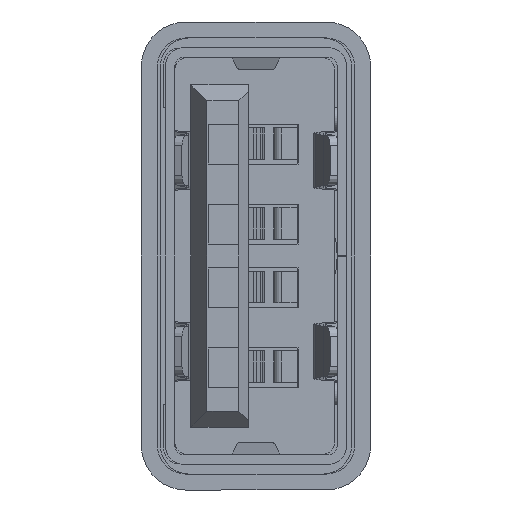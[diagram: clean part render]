
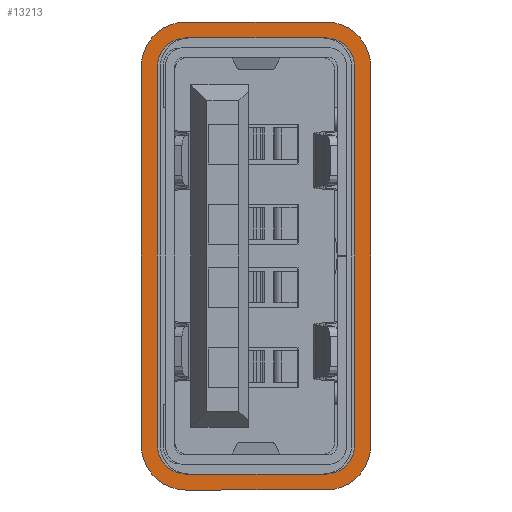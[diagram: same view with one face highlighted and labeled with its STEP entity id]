
A CAD part, left-side view. The second image highlights one B-rep face of the part: STEP entity #13213.
In plain terms, the highlighted face is planar.
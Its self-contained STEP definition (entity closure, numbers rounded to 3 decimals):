
#12 = DIRECTION ( 'NONE',  ( 1., 0., 0. ) ) ;
#56 = VERTEX_POINT ( 'NONE', #20608 ) ;
#150 = LINE ( 'NONE', #13521, #28030 ) ;
#209 = CARTESIAN_POINT ( 'NONE',  ( 5.95, 2.2, 0. ) ) ;
#649 = CARTESIAN_POINT ( 'NONE',  ( -5.95, -3.1, 0. ) ) ;
#668 = VERTEX_POINT ( 'NONE', #23437 ) ;
#977 = CARTESIAN_POINT ( 'NONE',  ( 6.85, 2.2, 0. ) ) ;
#1145 = CARTESIAN_POINT ( 'NONE',  ( -5.95, 2.2, 0. ) ) ;
#1160 = LINE ( 'NONE', #23047, #9152 ) ;
#1181 = ORIENTED_EDGE ( 'NONE', *, *, #22836, .T. ) ;
#1238 = DIRECTION ( 'NONE',  ( 0., 0., 1. ) ) ;
#1584 = EDGE_CURVE ( 'NONE', #31976, #13079, #33102, .T. ) ;
#1691 = VERTEX_POINT ( 'NONE', #977 ) ;
#1692 = VERTEX_POINT ( 'NONE', #23497 ) ;
#1906 = ORIENTED_EDGE ( 'NONE', *, *, #30994, .F. ) ;
#2071 = EDGE_LOOP ( 'NONE', ( #20368, #31713, #8924, #1906, #14411, #5599, #10944, #37288 ) ) ;
#2831 = AXIS2_PLACEMENT_3D ( 'NONE', #209, #9955, #31853 ) ;
#2903 = DIRECTION ( 'NONE',  ( -1., 0., 0. ) ) ;
#3400 = EDGE_CURVE ( 'NONE', #3500, #56, #3888, .T. ) ;
#3471 = PLANE ( 'NONE',  #8657 ) ;
#3500 = VERTEX_POINT ( 'NONE', #26536 ) ;
#3888 = CIRCLE ( 'NONE', #28121, 0.9 ) ;
#4209 = CIRCLE ( 'NONE', #2831, 0.9 ) ;
#4528 = DIRECTION ( 'NONE',  ( 0., 1., 0. ) ) ;
#4772 = CARTESIAN_POINT ( 'NONE',  ( 5.95, -3.1, 0. ) ) ;
#5038 = DIRECTION ( 'NONE',  ( 1., 0., 0. ) ) ;
#5113 = CARTESIAN_POINT ( 'NONE',  ( 5.95, -2.2, 0. ) ) ;
#5534 = EDGE_CURVE ( 'NONE', #15119, #6216, #27491, .T. ) ;
#5599 = ORIENTED_EDGE ( 'NONE', *, *, #24105, .F. ) ;
#5654 = DIRECTION ( 'NONE',  ( 0., -1., 0. ) ) ;
#5730 = CARTESIAN_POINT ( 'NONE',  ( 7.35, 2.2, 0. ) ) ;
#5855 = VERTEX_POINT ( 'NONE', #26259 ) ;
#6216 = VERTEX_POINT ( 'NONE', #8852 ) ;
#6303 = VERTEX_POINT ( 'NONE', #10095 ) ;
#6337 = DIRECTION ( 'NONE',  ( 1., 0., 0. ) ) ;
#6992 = DIRECTION ( 'NONE',  ( 1., 0., 0. ) ) ;
#7083 = ORIENTED_EDGE ( 'NONE', *, *, #28724, .T. ) ;
#7908 = DIRECTION ( 'NONE',  ( 0., 0., 1. ) ) ;
#8249 = CARTESIAN_POINT ( 'NONE',  ( -5.95, 3.6, 0. ) ) ;
#8657 = AXIS2_PLACEMENT_3D ( 'NONE', #11954, #21128, #2903 ) ;
#8785 = EDGE_LOOP ( 'NONE', ( #22647, #31385, #15441, #26486, #24382, #7083, #1181, #27332 ) ) ;
#8838 = CARTESIAN_POINT ( 'NONE',  ( 5.95, 3.1, 0. ) ) ;
#8852 = CARTESIAN_POINT ( 'NONE',  ( -5.95, -3.6, 0. ) ) ;
#8924 = ORIENTED_EDGE ( 'NONE', *, *, #31746, .F. ) ;
#9152 = VECTOR ( 'NONE', #12111, 1000. ) ;
#9955 = DIRECTION ( 'NONE',  ( 0., 0., 1. ) ) ;
#10020 = CARTESIAN_POINT ( 'NONE',  ( -5.95, -2.2, 0. ) ) ;
#10095 = CARTESIAN_POINT ( 'NONE',  ( -7.35, 2.2, 0. ) ) ;
#10853 = CIRCLE ( 'NONE', #26714, 1.4 ) ;
#10944 = ORIENTED_EDGE ( 'NONE', *, *, #21748, .F. ) ;
#11739 = CARTESIAN_POINT ( 'NONE',  ( -7.35, 2.2, 0. ) ) ;
#11954 = CARTESIAN_POINT ( 'NONE',  ( 5.95, 2.2, 0. ) ) ;
#12111 = DIRECTION ( 'NONE',  ( -1., 0., 0. ) ) ;
#12178 = DIRECTION ( 'NONE',  ( 0., 0., 1. ) ) ;
#12397 = CIRCLE ( 'NONE', #25870, 1.4 ) ;
#13050 = AXIS2_PLACEMENT_3D ( 'NONE', #1145, #20653, #35195 ) ;
#13079 = VERTEX_POINT ( 'NONE', #27772 ) ;
#13213 = ADVANCED_FACE ( 'NONE', ( #36251, #33862 ), #3471, .F. ) ;
#13521 = CARTESIAN_POINT ( 'NONE',  ( -6.85, 2.2, 0. ) ) ;
#13952 = AXIS2_PLACEMENT_3D ( 'NONE', #18253, #1238, #12 ) ;
#14171 = DIRECTION ( 'NONE',  ( 0., 1., 0. ) ) ;
#14411 = ORIENTED_EDGE ( 'NONE', *, *, #25404, .F. ) ;
#14740 = VERTEX_POINT ( 'NONE', #8249 ) ;
#15119 = VERTEX_POINT ( 'NONE', #25676 ) ;
#15365 = CARTESIAN_POINT ( 'NONE',  ( -5.95, -3.6, 0. ) ) ;
#15441 = ORIENTED_EDGE ( 'NONE', *, *, #36899, .T. ) ;
#16087 = CARTESIAN_POINT ( 'NONE',  ( -5.95, 3.6, 0. ) ) ;
#16230 = VECTOR ( 'NONE', #5038, 1000. ) ;
#16901 = DIRECTION ( 'NONE',  ( -1., 0., 0. ) ) ;
#17061 = EDGE_CURVE ( 'NONE', #1692, #3500, #150, .T. ) ;
#17793 = VERTEX_POINT ( 'NONE', #4772 ) ;
#18253 = CARTESIAN_POINT ( 'NONE',  ( -5.95, -2.2, 0. ) ) ;
#18272 = DIRECTION ( 'NONE',  ( 1., 0., 0. ) ) ;
#18459 = CARTESIAN_POINT ( 'NONE',  ( 6.85, 2.2, 0. ) ) ;
#18550 = DIRECTION ( 'NONE',  ( 0., 0., 1. ) ) ;
#19461 = CARTESIAN_POINT ( 'NONE',  ( 5.95, 3.6, 0. ) ) ;
#19674 = AXIS2_PLACEMENT_3D ( 'NONE', #25447, #23635, #16901 ) ;
#19849 = CIRCLE ( 'NONE', #13050, 0.9 ) ;
#20368 = ORIENTED_EDGE ( 'NONE', *, *, #17061, .F. ) ;
#20608 = CARTESIAN_POINT ( 'NONE',  ( -5.95, -3.1, 0. ) ) ;
#20653 = DIRECTION ( 'NONE',  ( 0., 0., 1. ) ) ;
#21128 = DIRECTION ( 'NONE',  ( 0., 0., -1. ) ) ;
#21513 = LINE ( 'NONE', #18459, #22529 ) ;
#21551 = CARTESIAN_POINT ( 'NONE',  ( 5.95, -3.6, 0. ) ) ;
#21748 = EDGE_CURVE ( 'NONE', #56, #17793, #26820, .T. ) ;
#22368 = AXIS2_PLACEMENT_3D ( 'NONE', #24958, #7908, #29211 ) ;
#22529 = VECTOR ( 'NONE', #14171, 1000. ) ;
#22647 = ORIENTED_EDGE ( 'NONE', *, *, #29276, .T. ) ;
#22836 = EDGE_CURVE ( 'NONE', #27885, #31976, #12397, .T. ) ;
#23047 = CARTESIAN_POINT ( 'NONE',  ( -5.95, 3.1, 0. ) ) ;
#23437 = CARTESIAN_POINT ( 'NONE',  ( -5.95, 3.1, 0. ) ) ;
#23497 = CARTESIAN_POINT ( 'NONE',  ( -6.85, 2.2, 0. ) ) ;
#23635 = DIRECTION ( 'NONE',  ( 0., 0., 1. ) ) ;
#24024 = EDGE_CURVE ( 'NONE', #668, #1692, #19849, .T. ) ;
#24105 = EDGE_CURVE ( 'NONE', #17793, #5855, #35146, .T. ) ;
#24130 = VERTEX_POINT ( 'NONE', #19461 ) ;
#24327 = EDGE_CURVE ( 'NONE', #6303, #15119, #27578, .T. ) ;
#24382 = ORIENTED_EDGE ( 'NONE', *, *, #5534, .T. ) ;
#24908 = VECTOR ( 'NONE', #29487, 1000. ) ;
#24958 = CARTESIAN_POINT ( 'NONE',  ( 5.95, -2.2, 0. ) ) ;
#25404 = EDGE_CURVE ( 'NONE', #5855, #1691, #21513, .T. ) ;
#25447 = CARTESIAN_POINT ( 'NONE',  ( 5.95, 2.2, 0. ) ) ;
#25676 = CARTESIAN_POINT ( 'NONE',  ( -7.35, -2.2, 0. ) ) ;
#25870 = AXIS2_PLACEMENT_3D ( 'NONE', #5113, #18550, #6992 ) ;
#26259 = CARTESIAN_POINT ( 'NONE',  ( 6.85, -2.2, 0. ) ) ;
#26486 = ORIENTED_EDGE ( 'NONE', *, *, #24327, .T. ) ;
#26536 = CARTESIAN_POINT ( 'NONE',  ( -6.85, -2.2, 0. ) ) ;
#26714 = AXIS2_PLACEMENT_3D ( 'NONE', #31047, #12178, #18272 ) ;
#26820 = LINE ( 'NONE', #649, #32429 ) ;
#27332 = ORIENTED_EDGE ( 'NONE', *, *, #1584, .T. ) ;
#27491 = CIRCLE ( 'NONE', #13952, 1.4 ) ;
#27578 = LINE ( 'NONE', #11739, #27703 ) ;
#27703 = VECTOR ( 'NONE', #5654, 1000. ) ;
#27772 = CARTESIAN_POINT ( 'NONE',  ( 7.35, 2.2, 0. ) ) ;
#27885 = VERTEX_POINT ( 'NONE', #21551 ) ;
#28021 = DIRECTION ( 'NONE',  ( 1., 0., 0. ) ) ;
#28030 = VECTOR ( 'NONE', #34793, 1000. ) ;
#28121 = AXIS2_PLACEMENT_3D ( 'NONE', #10020, #36773, #6337 ) ;
#28507 = CARTESIAN_POINT ( 'NONE',  ( 7.35, -2.2, 0. ) ) ;
#28724 = EDGE_CURVE ( 'NONE', #6216, #27885, #32397, .T. ) ;
#29211 = DIRECTION ( 'NONE',  ( 1., 0., 0. ) ) ;
#29276 = EDGE_CURVE ( 'NONE', #13079, #24130, #37089, .T. ) ;
#29487 = DIRECTION ( 'NONE',  ( -1., 0., 0. ) ) ;
#29799 = VECTOR ( 'NONE', #4528, 1000. ) ;
#30994 = EDGE_CURVE ( 'NONE', #1691, #34086, #4209, .T. ) ;
#31047 = CARTESIAN_POINT ( 'NONE',  ( -5.95, 2.2, 0. ) ) ;
#31296 = LINE ( 'NONE', #16087, #24908 ) ;
#31385 = ORIENTED_EDGE ( 'NONE', *, *, #36470, .T. ) ;
#31713 = ORIENTED_EDGE ( 'NONE', *, *, #24024, .F. ) ;
#31746 = EDGE_CURVE ( 'NONE', #34086, #668, #1160, .T. ) ;
#31853 = DIRECTION ( 'NONE',  ( -1., 0., 0. ) ) ;
#31976 = VERTEX_POINT ( 'NONE', #28507 ) ;
#32397 = LINE ( 'NONE', #15365, #16230 ) ;
#32429 = VECTOR ( 'NONE', #28021, 1000. ) ;
#33102 = LINE ( 'NONE', #5730, #29799 ) ;
#33862 = FACE_OUTER_BOUND ( 'NONE', #8785, .T. ) ;
#34086 = VERTEX_POINT ( 'NONE', #8838 ) ;
#34793 = DIRECTION ( 'NONE',  ( 0., -1., 0. ) ) ;
#35146 = CIRCLE ( 'NONE', #22368, 0.9 ) ;
#35195 = DIRECTION ( 'NONE',  ( 1., 0., 0. ) ) ;
#36251 = FACE_BOUND ( 'NONE', #2071, .T. ) ;
#36470 = EDGE_CURVE ( 'NONE', #24130, #14740, #31296, .T. ) ;
#36773 = DIRECTION ( 'NONE',  ( 0., 0., 1. ) ) ;
#36899 = EDGE_CURVE ( 'NONE', #14740, #6303, #10853, .T. ) ;
#37089 = CIRCLE ( 'NONE', #19674, 1.4 ) ;
#37288 = ORIENTED_EDGE ( 'NONE', *, *, #3400, .F. ) ;
